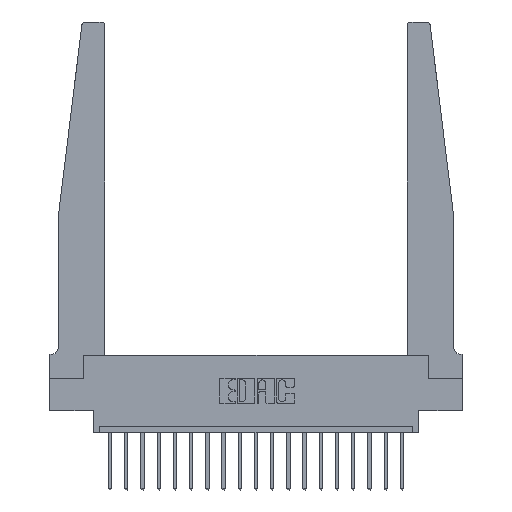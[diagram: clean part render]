
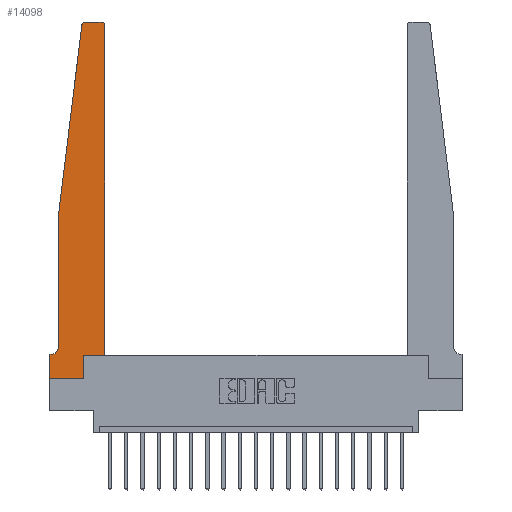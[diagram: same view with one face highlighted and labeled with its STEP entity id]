
A CAD part, top view. The second image highlights one B-rep face of the part: STEP entity #14098.
In plain terms, the highlighted planar face has unit normal (0, 0, 1).
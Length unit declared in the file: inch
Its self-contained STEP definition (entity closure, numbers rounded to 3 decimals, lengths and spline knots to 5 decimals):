
#184 = VECTOR ( 'NONE', #4186, 39.37008 ) ;
#231 = EDGE_CURVE ( 'NONE', #2756, #6502, #5460, .T. ) ;
#502 = DIRECTION ( 'NONE',  ( 0., 0., 1. ) ) ;
#679 = CARTESIAN_POINT ( 'NONE',  ( 0.395, 2.75, 0.37 ) ) ;
#919 = LINE ( 'NONE', #16684, #184 ) ;
#934 = VERTEX_POINT ( 'NONE', #8420 ) ;
#1297 = EDGE_LOOP ( 'NONE', ( #1863, #10808, #4643, #12897, #8904, #18633, #14635, #11330, #19320, #12424, #8143, #19840 ) ) ;
#1392 = CARTESIAN_POINT ( 'NONE',  ( 0.065, 1.25, 0.37 ) ) ;
#1566 = LINE ( 'NONE', #9644, #13544 ) ;
#1788 = EDGE_CURVE ( 'NONE', #6502, #19808, #12899, .T. ) ;
#1863 = ORIENTED_EDGE ( 'NONE', *, *, #2402, .T. ) ;
#1894 = CARTESIAN_POINT ( 'NONE',  ( 0.395, 2.72, 0.37 ) ) ;
#1902 = CARTESIAN_POINT ( 'NONE',  ( 0.425, 0.18, 0.37 ) ) ;
#2402 = EDGE_CURVE ( 'NONE', #5290, #13778, #19336, .T. ) ;
#2699 = AXIS2_PLACEMENT_3D ( 'NONE', #8134, #6515, #12756 ) ;
#2756 = VERTEX_POINT ( 'NONE', #10050 ) ;
#3414 = DIRECTION ( 'NONE',  ( 0., -1., 0. ) ) ;
#4186 = DIRECTION ( 'NONE',  ( -0.122, -0.992, 0. ) ) ;
#4643 = ORIENTED_EDGE ( 'NONE', *, *, #19046, .T. ) ;
#5005 = VERTEX_POINT ( 'NONE', #1392 ) ;
#5290 = VERTEX_POINT ( 'NONE', #679 ) ;
#5291 = DIRECTION ( 'NONE',  ( 1., 0., 0. ) ) ;
#5451 = DIRECTION ( 'NONE',  ( -1., 0., 0. ) ) ;
#5460 = CIRCLE ( 'NONE', #15911, 0.05 ) ;
#5469 = CARTESIAN_POINT ( 'NONE',  ( 0.065, 1.25, 0.37 ) ) ;
#5527 = CARTESIAN_POINT ( 'NONE',  ( 0.425, 0.18, 0.37 ) ) ;
#5605 = EDGE_CURVE ( 'NONE', #19808, #8270, #11095, .T. ) ;
#5880 = CARTESIAN_POINT ( 'NONE',  ( 0., 0.1875, 0.37 ) ) ;
#5937 = AXIS2_PLACEMENT_3D ( 'NONE', #16169, #502, #19347 ) ;
#6088 = VECTOR ( 'NONE', #8150, 39.37008 ) ;
#6465 = EDGE_CURVE ( 'NONE', #16207, #12876, #9687, .T. ) ;
#6502 = VERTEX_POINT ( 'NONE', #17689 ) ;
#6515 = DIRECTION ( 'NONE',  ( 0., 0., 1. ) ) ;
#6601 = AXIS2_PLACEMENT_3D ( 'NONE', #1894, #6828, #5291 ) ;
#6676 = VECTOR ( 'NONE', #9805, 39.37008 ) ;
#6828 = DIRECTION ( 'NONE',  ( 0., 0., 1. ) ) ;
#7944 = VECTOR ( 'NONE', #11714, 39.37008 ) ;
#8110 = DIRECTION ( 'NONE',  ( 0., 1., 0. ) ) ;
#8134 = CARTESIAN_POINT ( 'NONE',  ( 0., 0.1875, 0.37 ) ) ;
#8143 = ORIENTED_EDGE ( 'NONE', *, *, #15657, .T. ) ;
#8150 = DIRECTION ( 'NONE',  ( 1., 0., 0. ) ) ;
#8270 = VERTEX_POINT ( 'NONE', #10880 ) ;
#8420 = CARTESIAN_POINT ( 'NONE',  ( 0.2605, 0., 0.37 ) ) ;
#8466 = CARTESIAN_POINT ( 'NONE',  ( 0.425, 2.72, 0.37 ) ) ;
#8904 = ORIENTED_EDGE ( 'NONE', *, *, #231, .T. ) ;
#9644 = CARTESIAN_POINT ( 'NONE',  ( 0.425, 0.18, 0.37 ) ) ;
#9654 = EDGE_CURVE ( 'NONE', #8270, #934, #13760, .T. ) ;
#9687 = LINE ( 'NONE', #1902, #6088 ) ;
#9725 = DIRECTION ( 'NONE',  ( 0., 1., 0. ) ) ;
#9805 = DIRECTION ( 'NONE',  ( -1., 0., 0. ) ) ;
#9836 = CIRCLE ( 'NONE', #5937, 0.03 ) ;
#10050 = CARTESIAN_POINT ( 'NONE',  ( 0.065, 0.2375, 0.37 ) ) ;
#10138 = DIRECTION ( 'NONE',  ( 0., 0., -1. ) ) ;
#10808 = ORIENTED_EDGE ( 'NONE', *, *, #12694, .T. ) ;
#10880 = CARTESIAN_POINT ( 'NONE',  ( 0., 0., 0.37 ) ) ;
#11095 = LINE ( 'NONE', #19191, #11708 ) ;
#11273 = LINE ( 'NONE', #17524, #15515 ) ;
#11330 = ORIENTED_EDGE ( 'NONE', *, *, #9654, .T. ) ;
#11708 = VECTOR ( 'NONE', #3414, 39.37008 ) ;
#11714 = DIRECTION ( 'NONE',  ( 0., -1., 0. ) ) ;
#12127 = DIRECTION ( 'NONE',  ( 1., 0., 0. ) ) ;
#12424 = ORIENTED_EDGE ( 'NONE', *, *, #6465, .T. ) ;
#12694 = EDGE_CURVE ( 'NONE', #13778, #17009, #9836, .T. ) ;
#12756 = DIRECTION ( 'NONE',  ( 1., 0., 0. ) ) ;
#12777 = CARTESIAN_POINT ( 'NONE',  ( 0.25, 2.75, 0.37 ) ) ;
#12876 = VERTEX_POINT ( 'NONE', #5527 ) ;
#12897 = ORIENTED_EDGE ( 'NONE', *, *, #14687, .T. ) ;
#12899 = LINE ( 'NONE', #13109, #6676 ) ;
#13109 = CARTESIAN_POINT ( 'NONE',  ( 0.065, 0.1875, 0.37 ) ) ;
#13138 = CIRCLE ( 'NONE', #6601, 0.03 ) ;
#13167 = EDGE_CURVE ( 'NONE', #15087, #5290, #13138, .T. ) ;
#13544 = VECTOR ( 'NONE', #8110, 39.37008 ) ;
#13577 = VECTOR ( 'NONE', #19024, 39.37008 ) ;
#13760 = LINE ( 'NONE', #20018, #19300 ) ;
#13778 = VERTEX_POINT ( 'NONE', #16373 ) ;
#14098 = ADVANCED_FACE ( 'NONE', ( #14494 ), #19110, .T. ) ;
#14494 = FACE_OUTER_BOUND ( 'NONE', #1297, .T. ) ;
#14635 = ORIENTED_EDGE ( 'NONE', *, *, #5605, .T. ) ;
#14687 = EDGE_CURVE ( 'NONE', #5005, #2756, #19500, .T. ) ;
#15087 = VERTEX_POINT ( 'NONE', #8466 ) ;
#15515 = VECTOR ( 'NONE', #9725, 39.37008 ) ;
#15657 = EDGE_CURVE ( 'NONE', #12876, #15087, #1566, .T. ) ;
#15911 = AXIS2_PLACEMENT_3D ( 'NONE', #16303, #10138, #5451 ) ;
#16169 = CARTESIAN_POINT ( 'NONE',  ( 0.27653, 2.72, 0.37 ) ) ;
#16175 = EDGE_CURVE ( 'NONE', #934, #16207, #11273, .T. ) ;
#16197 = CARTESIAN_POINT ( 'NONE',  ( 0.2605, 0.18, 0.37 ) ) ;
#16207 = VERTEX_POINT ( 'NONE', #16197 ) ;
#16303 = CARTESIAN_POINT ( 'NONE',  ( 0.015, 0.2375, 0.37 ) ) ;
#16373 = CARTESIAN_POINT ( 'NONE',  ( 0.27653, 2.75, 0.37 ) ) ;
#16684 = CARTESIAN_POINT ( 'NONE',  ( 0.065, 1.25, 0.37 ) ) ;
#17009 = VERTEX_POINT ( 'NONE', #18988 ) ;
#17524 = CARTESIAN_POINT ( 'NONE',  ( 0.2605, 0.18, 0.37 ) ) ;
#17689 = CARTESIAN_POINT ( 'NONE',  ( 0.015, 0.1875, 0.37 ) ) ;
#18633 = ORIENTED_EDGE ( 'NONE', *, *, #1788, .T. ) ;
#18988 = CARTESIAN_POINT ( 'NONE',  ( 0.24675, 2.72367, 0.37 ) ) ;
#19024 = DIRECTION ( 'NONE',  ( -1., 0., 0. ) ) ;
#19046 = EDGE_CURVE ( 'NONE', #17009, #5005, #919, .T. ) ;
#19110 = PLANE ( 'NONE',  #2699 ) ;
#19191 = CARTESIAN_POINT ( 'NONE',  ( 0., 0., 0.37 ) ) ;
#19300 = VECTOR ( 'NONE', #12127, 39.37008 ) ;
#19320 = ORIENTED_EDGE ( 'NONE', *, *, #16175, .T. ) ;
#19336 = LINE ( 'NONE', #12777, #13577 ) ;
#19347 = DIRECTION ( 'NONE',  ( 1., 0., 0. ) ) ;
#19500 = LINE ( 'NONE', #5469, #7944 ) ;
#19808 = VERTEX_POINT ( 'NONE', #5880 ) ;
#19840 = ORIENTED_EDGE ( 'NONE', *, *, #13167, .T. ) ;
#20018 = CARTESIAN_POINT ( 'NONE',  ( 0., 0., 0.37 ) ) ;
